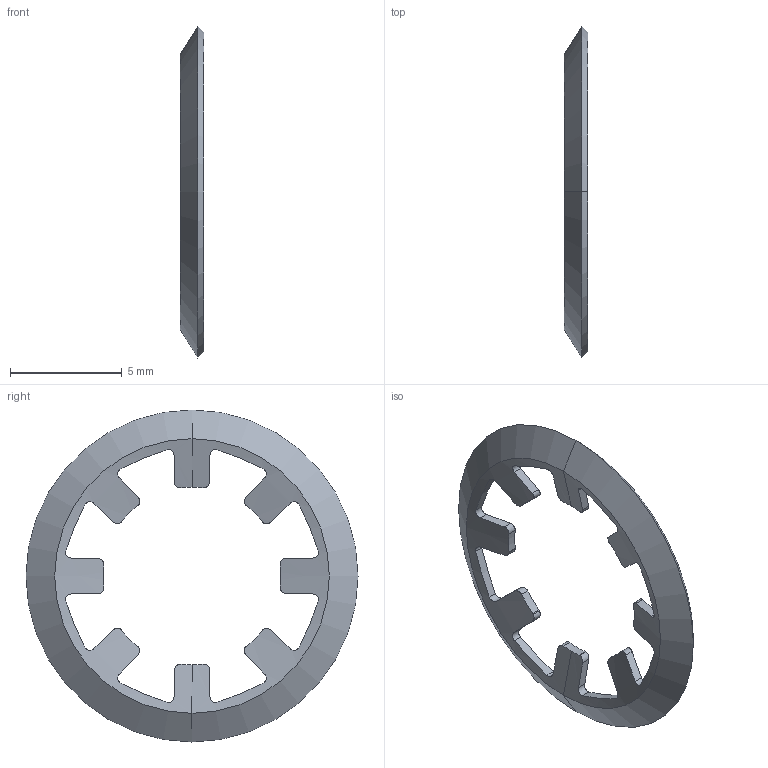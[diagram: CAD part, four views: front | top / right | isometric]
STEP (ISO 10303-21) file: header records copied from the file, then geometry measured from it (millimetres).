
FILE_DESCRIPTION (( 'STEP AP203' ), '1' );
FILE_NAME ('217-2614-002.STEP', '2012-12-18T15:36:33', ( 'svradm' ), ( 'Microsoft' ), 'SwSTEP 2.0', 'SolidWorks 2012', '' );
FILE_SCHEMA (( 'CONFIG_CONTROL_DESIGN' ));
Length unit declared in the file: inch
Products named in the file (1): 217-2614-002
Bounding box: 1.07 x 14.83 x 14.83 mm (x, y, z)
Volume: 35.9 mm3; surface area: 232.5 mm2
Topology: 1 solids, 1 shells, 82 faces, 238 edges, 156 vertices
Faces by surface type: cylinder 56, plane 16, cone 10
Entity records: 3005 total; most frequent: CARTESIAN_POINT 989, ORIENTED_EDGE 476, DIRECTION 304, EDGE_CURVE 238, VERTEX_POINT 156, B_SPLINE_CURVE_WITH_KNOTS 128, AXIS2_PLACEMENT_3D 111, ADVANCED_FACE 82
